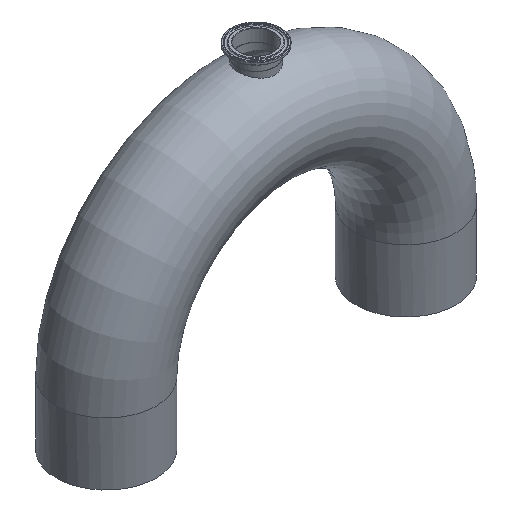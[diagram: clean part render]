
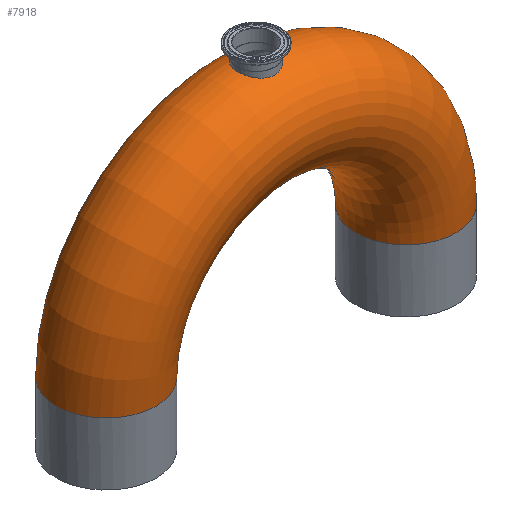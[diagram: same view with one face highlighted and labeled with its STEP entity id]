
A CAD part, isometric view. The second image highlights one B-rep face of the part: STEP entity #7918.
In plain terms, the highlighted toroidal (fillet/blend) face has major radius 152.4 mm and minor radius 50.8 mm.
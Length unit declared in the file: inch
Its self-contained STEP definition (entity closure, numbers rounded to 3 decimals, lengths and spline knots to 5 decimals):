
#26=TOROIDAL_SURFACE('',#8461,6.,2.);
#174=FACE_BOUND('',#1508,.T.);
#175=FACE_BOUND('',#1509,.T.);
#996=FACE_OUTER_BOUND('',#1507,.T.);
#1507=EDGE_LOOP('',(#7378));
#1508=EDGE_LOOP('',(#7379));
#1509=EDGE_LOOP('',(#7380));
#1686=CIRCLE('',#8396,2.);
#1711=CIRCLE('',#8453,2.);
#3113=B_SPLINE_CURVE_WITH_KNOTS('',3,(#16924,#16925,#16926,#16927,#16928,
#16929,#16930,#16931,#16932,#16933,#16934,#16935,#16936,#16937,#16938,#16939,
#16940,#16941,#16942,#16943,#16944,#16945,#16946,#16947,#16948,#16949,#16950,
#16951,#16952,#16953,#16954,#16955,#16956,#16957,#16958,#16959,#16960,#16961,
#16962),.UNSPECIFIED.,.T.,.F.,(4,2,2,2,2,3,2,2,2,2,2,2,2,2,2,2,2,2,4),(-3.01874,
-2.85474,-2.16003,-1.46665,-0.72202,
0.,0.45587,1.20832,1.98605,2.69327,
3.37,4.07954,4.84461,5.57771,6.30062,
7.04666,7.81758,8.54245,9.05735),
 .UNSPECIFIED.);
#3868=VERTEX_POINT('',#16792);
#3893=VERTEX_POINT('',#16874);
#3897=VERTEX_POINT('',#16923);
#5029=EDGE_CURVE('',#3868,#3868,#1686,.T.);
#5054=EDGE_CURVE('',#3893,#3893,#1711,.T.);
#5058=EDGE_CURVE('',#3897,#3897,#3113,.T.);
#7378=ORIENTED_EDGE('',*,*,#5029,.F.);
#7379=ORIENTED_EDGE('',*,*,#5054,.F.);
#7380=ORIENTED_EDGE('',*,*,#5058,.T.);
#7918=ADVANCED_FACE('',(#996,#174,#175),#26,.T.);
#8396=AXIS2_PLACEMENT_3D('',#16793,#9929,#9930);
#8453=AXIS2_PLACEMENT_3D('',#16875,#10043,#10044);
#8461=AXIS2_PLACEMENT_3D('',#16965,#10059,#10060);
#9929=DIRECTION('center_axis',(0.,0.,
-1.));
#9930=DIRECTION('ref_axis',(-1.,0.,0.));
#10043=DIRECTION('center_axis',(0.,0.,
-1.));
#10044=DIRECTION('ref_axis',(1.,0.,0.));
#10059=DIRECTION('center_axis',(0.,1.,0.));
#10060=DIRECTION('ref_axis',(-0.707,0.,-0.707));
#16792=CARTESIAN_POINT('',(6.,-2.,-8.125));
#16793=CARTESIAN_POINT('Origin',(6.,0.,-8.125));
#16874=CARTESIAN_POINT('',(-6.,-2.,-8.125));
#16875=CARTESIAN_POINT('Origin',(-6.,0.,-8.125));
#16923=CARTESIAN_POINT('',(0.,0.75,-0.27095));
#16924=CARTESIAN_POINT('Ctrl Pts',(0.,0.75,
-0.27093));
#16925=CARTESIAN_POINT('Ctrl Pts',(0.02142,0.75,
-0.27094));
#16926=CARTESIAN_POINT('Ctrl Pts',(0.04288,0.74908,
-0.27067));
#16927=CARTESIAN_POINT('Ctrl Pts',(0.15512,0.73942,
-0.26769));
#16928=CARTESIAN_POINT('Ctrl Pts',(0.24329,0.71519,
-0.26013));
#16929=CARTESIAN_POINT('Ctrl Pts',(0.40624,0.63689,
-0.2387));
#16930=CARTESIAN_POINT('Ctrl Pts',(0.47974,0.58348,
-0.22514));
#16931=CARTESIAN_POINT('Ctrl Pts',(0.60872,0.44866,
-0.1977));
#16932=CARTESIAN_POINT('Ctrl Pts',(0.66161,0.36638,
-0.18416));
#16933=CARTESIAN_POINT('Ctrl Pts',(0.73208,0.18829,
-0.16544));
#16934=CARTESIAN_POINT('Ctrl Pts',(0.75,0.09475,
-0.16023));
#16935=CARTESIAN_POINT('Ctrl Pts',(0.75,0.,
-0.16023));
#16936=CARTESIAN_POINT('Ctrl Pts',(0.75,-0.05982,-0.16023));
#16937=CARTESIAN_POINT('Ctrl Pts',(0.74285,-0.11933,
-0.16228));
#16938=CARTESIAN_POINT('Ctrl Pts',(0.70543,-0.27308,
-0.1726));
#16939=CARTESIAN_POINT('Ctrl Pts',(0.66362,-0.36285,
-0.184));
#16940=CARTESIAN_POINT('Ctrl Pts',(0.5465,-0.5235,
-0.21155));
#16941=CARTESIAN_POINT('Ctrl Pts',(0.47107,-0.5923,
-0.2275));
#16942=CARTESIAN_POINT('Ctrl Pts',(0.30529,-0.69119,
-0.2531));
#16943=CARTESIAN_POINT('Ctrl Pts',(0.21808,-0.72355,
-0.26289));
#16944=CARTESIAN_POINT('Ctrl Pts',(0.03932,-0.7542,
-0.2722));
#16945=CARTESIAN_POINT('Ctrl Pts',(-0.04985,-0.75358,
-0.27199));
#16946=CARTESIAN_POINT('Ctrl Pts',(-0.22842,-0.72039,
-0.26195));
#16947=CARTESIAN_POINT('Ctrl Pts',(-0.31542,-0.68667,
-0.25181));
#16948=CARTESIAN_POINT('Ctrl Pts',(-0.47851,-0.58602,
-0.22602));
#16949=CARTESIAN_POINT('Ctrl Pts',(-0.55188,-0.5175,
-0.21035));
#16950=CARTESIAN_POINT('Ctrl Pts',(-0.66523,-0.35922,
-0.18355));
#16951=CARTESIAN_POINT('Ctrl Pts',(-0.70563,-0.27165,
-0.17254));
#16952=CARTESIAN_POINT('Ctrl Pts',(-0.75099,-0.08647,
-0.16003));
#16953=CARTESIAN_POINT('Ctrl Pts',(-0.75592,0.00883,
-0.15858));
#16954=CARTESIAN_POINT('Ctrl Pts',(-0.72953,0.19965,
-0.16598));
#16955=CARTESIAN_POINT('Ctrl Pts',(-0.69739,0.29255,
-0.17505));
#16956=CARTESIAN_POINT('Ctrl Pts',(-0.59825,0.46332,
-0.1998));
#16957=CARTESIAN_POINT('Ctrl Pts',(-0.53103,0.539,
-0.21538));
#16958=CARTESIAN_POINT('Ctrl Pts',(-0.37593,0.65577,
-0.24324));
#16959=CARTESIAN_POINT('Ctrl Pts',(-0.29051,0.69792,
-0.25536));
#16960=CARTESIAN_POINT('Ctrl Pts',(-0.13418,0.74097,
-0.2681));
#16961=CARTESIAN_POINT('Ctrl Pts',(-0.06726,0.75001,
-0.27091));
#16962=CARTESIAN_POINT('Ctrl Pts',(0.,0.75,
-0.27093));
#16965=CARTESIAN_POINT('Origin',(0.,0.,
-8.125));
